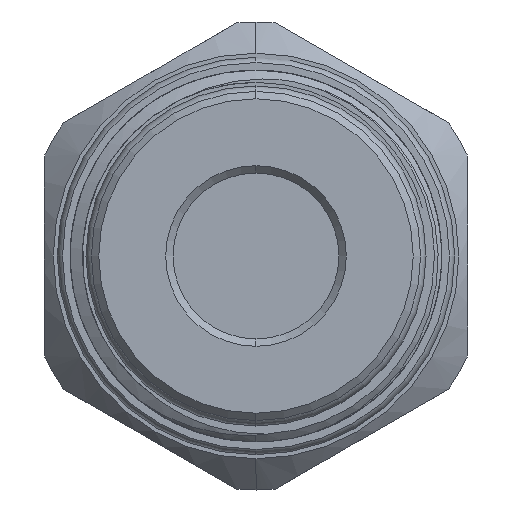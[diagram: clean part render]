
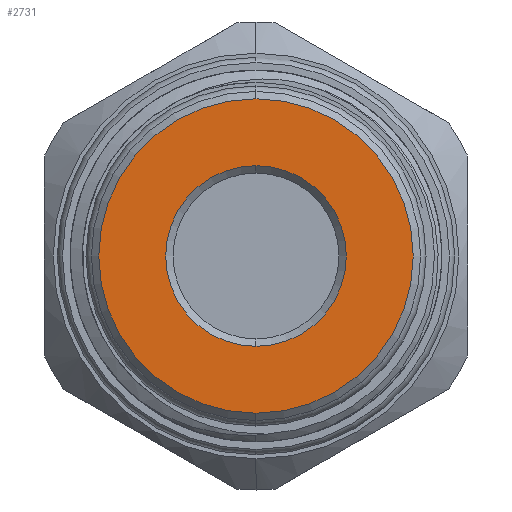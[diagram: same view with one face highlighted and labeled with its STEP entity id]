
A CAD part, left-side view. The second image highlights one B-rep face of the part: STEP entity #2731.
In plain terms, the highlighted planar face has unit normal (-1, 0, 0).
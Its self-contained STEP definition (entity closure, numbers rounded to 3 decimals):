
#1497 = CIRCLE ( 'NONE', #28302, 6.1 ) ;
#1812 = DIRECTION ( 'NONE',  ( 1., 0., 0. ) ) ;
#2731 = ADVANCED_FACE ( 'NONE', ( #24692, #19553 ), #19260, .F. ) ;
#3328 = ORIENTED_EDGE ( 'NONE', *, *, #12424, .T. ) ;
#4444 = AXIS2_PLACEMENT_3D ( 'NONE', #19379, #1812, #25373 ) ;
#5654 = EDGE_CURVE ( 'NONE', #30516, #22338, #8636, .T. ) ;
#8314 = CIRCLE ( 'NONE', #30360, 10.615 ) ;
#8636 = CIRCLE ( 'NONE', #4444, 6.1 ) ;
#10781 = CARTESIAN_POINT ( 'NONE',  ( -43.9, 0., 0. ) ) ;
#11196 = ORIENTED_EDGE ( 'NONE', *, *, #5654, .T. ) ;
#11909 = CARTESIAN_POINT ( 'NONE',  ( -43.9, 0., 0. ) ) ;
#12109 = CARTESIAN_POINT ( 'NONE',  ( -43.9, 0., 0. ) ) ;
#12424 = EDGE_CURVE ( 'NONE', #22338, #30516, #1497, .T. ) ;
#14739 = DIRECTION ( 'NONE',  ( 0., 0., -1. ) ) ;
#14994 = EDGE_CURVE ( 'NONE', #23347, #21764, #8314, .T. ) ;
#15633 = AXIS2_PLACEMENT_3D ( 'NONE', #12109, #26847, #27353 ) ;
#16757 = DIRECTION ( 'NONE',  ( 0., 0., -1. ) ) ;
#19260 = PLANE ( 'NONE',  #24912 ) ;
#19379 = CARTESIAN_POINT ( 'NONE',  ( -43.9, 0., 0. ) ) ;
#19395 = CARTESIAN_POINT ( 'NONE',  ( -43.9, 0., 0. ) ) ;
#19553 = FACE_OUTER_BOUND ( 'NONE', #26237, .T. ) ;
#21720 = CARTESIAN_POINT ( 'NONE',  ( -43.9, 0., 6.1 ) ) ;
#21764 = VERTEX_POINT ( 'NONE', #25931 ) ;
#22338 = VERTEX_POINT ( 'NONE', #23159 ) ;
#23159 = CARTESIAN_POINT ( 'NONE',  ( -43.9, 0., -6.1 ) ) ;
#23347 = VERTEX_POINT ( 'NONE', #33227 ) ;
#24042 = DIRECTION ( 'NONE',  ( 1., 0., 0. ) ) ;
#24610 = ORIENTED_EDGE ( 'NONE', *, *, #32883, .F. ) ;
#24692 = FACE_BOUND ( 'NONE', #34379, .T. ) ;
#24912 = AXIS2_PLACEMENT_3D ( 'NONE', #19395, #28517, #37483 ) ;
#25373 = DIRECTION ( 'NONE',  ( 0., 0., -1. ) ) ;
#25931 = CARTESIAN_POINT ( 'NONE',  ( -43.9, 0., 10.615 ) ) ;
#26237 = EDGE_LOOP ( 'NONE', ( #35756, #24610 ) ) ;
#26847 = DIRECTION ( 'NONE',  ( 1., 0., 0. ) ) ;
#27353 = DIRECTION ( 'NONE',  ( 0., 0., -1. ) ) ;
#28302 = AXIS2_PLACEMENT_3D ( 'NONE', #11909, #24042, #14739 ) ;
#28517 = DIRECTION ( 'NONE',  ( 1., 0., 0. ) ) ;
#30360 = AXIS2_PLACEMENT_3D ( 'NONE', #10781, #34608, #16757 ) ;
#30516 = VERTEX_POINT ( 'NONE', #21720 ) ;
#32883 = EDGE_CURVE ( 'NONE', #21764, #23347, #38429, .T. ) ;
#33227 = CARTESIAN_POINT ( 'NONE',  ( -43.9, 0., -10.615 ) ) ;
#34379 = EDGE_LOOP ( 'NONE', ( #11196, #3328 ) ) ;
#34608 = DIRECTION ( 'NONE',  ( 1., 0., 0. ) ) ;
#35756 = ORIENTED_EDGE ( 'NONE', *, *, #14994, .F. ) ;
#37483 = DIRECTION ( 'NONE',  ( 0., 0., -1. ) ) ;
#38429 = CIRCLE ( 'NONE', #15633, 10.615 ) ;
